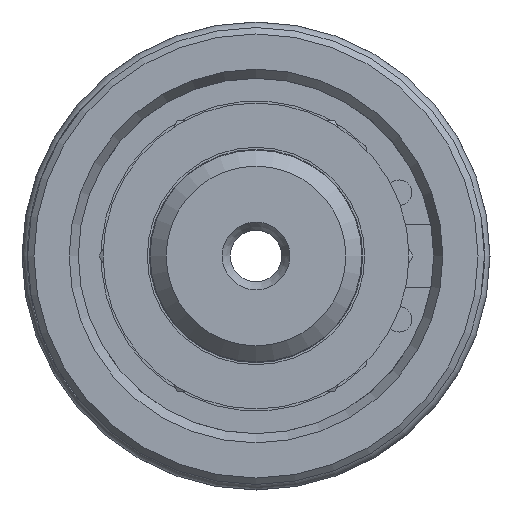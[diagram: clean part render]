
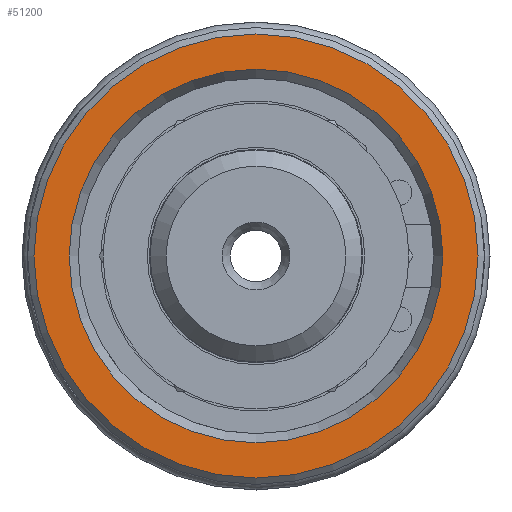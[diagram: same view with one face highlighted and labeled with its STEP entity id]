
A CAD part, left-side view. The second image highlights one B-rep face of the part: STEP entity #51200.
In plain terms, the highlighted planar face has unit normal (-1, 0, 0).
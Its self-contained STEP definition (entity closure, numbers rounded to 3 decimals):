
#51166=CARTESIAN_POINT('',(0.,13.785,0.));
#51167=VERTEX_POINT('',#51166);
#51168=CARTESIAN_POINT('',(0.,0.0,0.0));
#51169=DIRECTION('',(1.0,0.0,0.0));
#51170=DIRECTION('',(0.0,-1.0,0.0));
#51171=AXIS2_PLACEMENT_3D('',#51168,#51169,#51170);
#51172=CIRCLE('',#51171,13.785);
#51173=EDGE_CURVE('',#51167,#51167,#51172,.T.);
#51181=CARTESIAN_POINT('',(0.,7.092,0.0));
#51182=DIRECTION('',(-1.0,0.0,0.0));
#51183=DIRECTION('',(0.0,0.0,1.0));
#51184=AXIS2_PLACEMENT_3D('',#51181,#51182,#51183);
#51185=PLANE('',#51184);
#51186=ORIENTED_EDGE('',*,*,#51173,.F.);
#51187=EDGE_LOOP('',(#51186));
#51188=FACE_OUTER_BOUND('',#51187,.T.);
#51189=CARTESIAN_POINT('',(0.,11.6,0.0));
#51190=VERTEX_POINT('',#51189);
#51191=CARTESIAN_POINT('',(0.,0.0,0.0));
#51192=DIRECTION('',(1.0,0.0,0.0));
#51193=DIRECTION('',(0.0,1.0,0.0));
#51194=AXIS2_PLACEMENT_3D('',#51191,#51192,#51193);
#51195=CIRCLE('',#51194,11.6);
#51196=EDGE_CURVE('',#51190,#51190,#51195,.T.);
#51197=ORIENTED_EDGE('',*,*,#51196,.T.);
#51198=EDGE_LOOP('',(#51197));
#51199=FACE_BOUND('',#51198,.T.);
#51200=ADVANCED_FACE('',(#51188,#51199),#51185,.T.);
